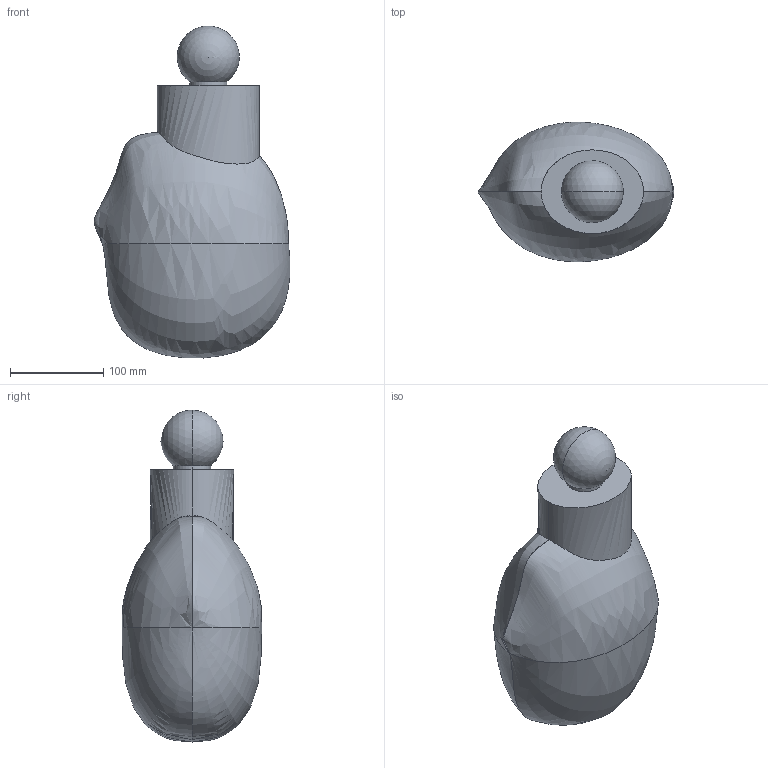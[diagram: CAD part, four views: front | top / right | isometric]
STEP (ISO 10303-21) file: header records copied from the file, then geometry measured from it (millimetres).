
FILE_DESCRIPTION (( 'STEP AP203' ), '1' );
FILE_NAME ('head_Default_sldprt.STEP', '2016-03-08T11:58:37', ( '' ), ( '' ), 'SwSTEP 2.0', 'SolidWorks 2014', '' );
FILE_SCHEMA (( 'CONFIG_CONTROL_DESIGN' ));
Length unit declared in the file: millimetre
Products named in the file (1): head_Default_sldprt
Bounding box: 210.47 x 149.95 x 356.75 mm (x, y, z)
Surface area: 265394.8 mm2 (no closed solid volume)
Topology: 0 solids, 4 shells, 15 faces, 36 edges, 18 vertices
Faces by surface type: bspline 8, plane 3, sphere 2, cylinder 2
Entity records: 3235 total; most frequent: CARTESIAN_POINT 2940, ORIENTED_EDGE 42, DIRECTION 32, EDGE_CURVE 23, EDGE_LOOP 16, VERTEX_POINT 15, ADVANCED_FACE 15, FACE_OUTER_BOUND 15
